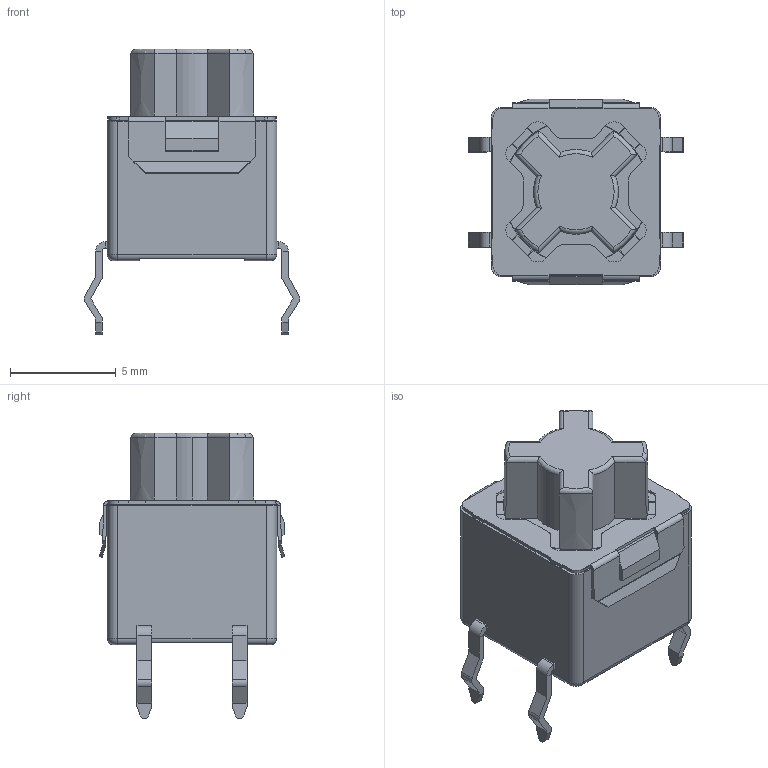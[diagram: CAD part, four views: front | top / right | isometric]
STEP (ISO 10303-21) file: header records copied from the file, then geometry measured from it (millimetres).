
FILE_DESCRIPTION (( 'STEP AP214' ), '1' );
FILE_NAME ('SKPFAA.STEP', '2012-10-02T02:42:44', ( ' ' ), ( '' ), 'SwSTEP 2.0', 'SolidWorks 2010', '' );
FILE_SCHEMA (( 'AUTOMOTIVE_DESIGN' ));
Length unit declared in the file: millimetre
Products named in the file (1): SKPFAA
Bounding box: 10.16 x 8.78 x 13.5 mm (x, y, z)
Volume: 498.4 mm3; surface area: 617.4 mm2
Topology: 1 solids, 2 shells, 391 faces, 1000 edges, 613 vertices
Faces by surface type: plane 233, cylinder 106, bspline 32, torus 16, cone 4
Entity records: 15467 total; most frequent: CARTESIAN_POINT 3001, ORIENTED_EDGE 2000, DIRECTION 1816, EDGE_CURVE 1000, LINE 672, VECTOR 672, VERTEX_POINT 613, AXIS2_PLACEMENT_3D 572
